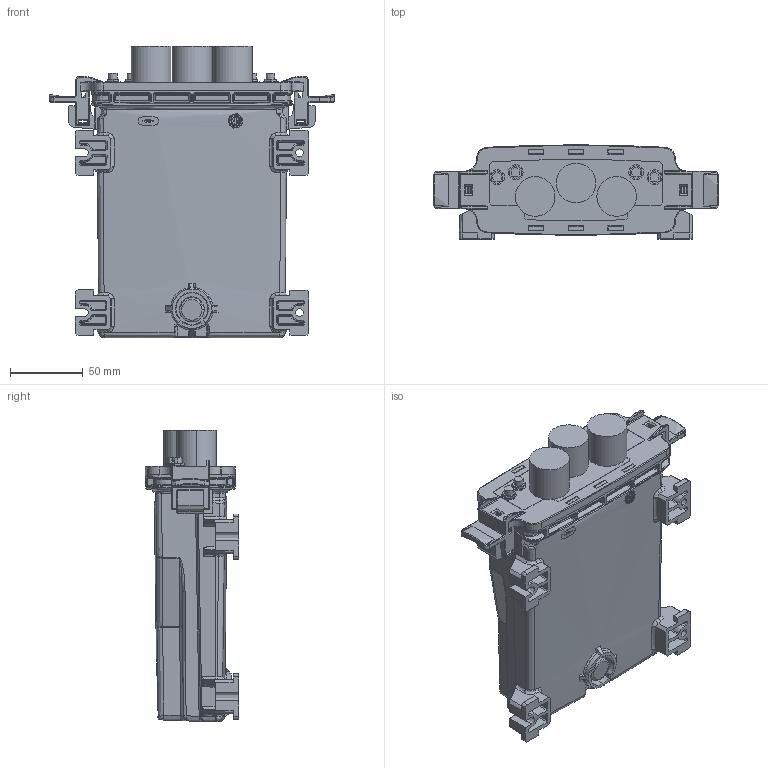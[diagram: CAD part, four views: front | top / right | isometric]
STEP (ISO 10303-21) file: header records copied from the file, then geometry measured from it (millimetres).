
FILE_DESCRIPTION (( 'STEP AP214' ), '1' );
FILE_NAME ('AS-CASE-OUTDOOR-ENCLOSURE-00-R00.STEP', '2026-02-07T07:35:59', ( '' ), ( '' ), 'SwSTEP 2.0', 'SolidWorks 2020', '' );
FILE_SCHEMA (( 'AUTOMOTIVE_DESIGN' ));
Length unit declared in the file: millimetre
Products named in the file (13): HS_FACEPLATE_LATCH_BLANK.stp; ECS-B-122X169-L-UV1-V__00967987_H.Select.stp; Face_Plate_Fastner_Kit.stp; FLAT_WASHER_5MM.stp; SMA_Panel_Mount_6304260600; pxc_1050206_00_00_ECS-B-122X169-L-UV-V-GY_3D.stp; Screw_m5x12.01.stp; mutter_vierkant_m5.01.01.01.stp; Copy of waterproof_connector_generic_volume^epsworks_waterproof_kit_front_panel_cutout_drawing; pxc_1050386_02_04_ECS-P-122X169-L-UV-B-GY_3D.stp; .093_PWB.stp; AS-CASE-OUTDOOR-ENCLOSURE-00-R00; Lock_Washer_5mm.01.stp
Assembly tree (21 placements, depth 4):
  AS-CASE-OUTDOOR-ENCLOSURE-00-R00
    pxc_1050386_02_04_ECS-P-122X169-L-UV-B-GY_3D.stp
      Face_Plate_Fastner_Kit.stp
        FLAT_WASHER_5MM.stp  x2
        Screw_m5x12.01.stp  x2
        Lock_Washer_5mm.01.stp  x2
      mutter_vierkant_m5.01.01.01.stp  x2
      HS_FACEPLATE_LATCH_BLANK.stp
    pxc_1050206_00_00_ECS-B-122X169-L-UV-V-GY_3D.stp
      .093_PWB.stp
      ECS-B-122X169-L-UV1-V__00967987_H.Select.stp
    SMA_Panel_Mount_6304260600  x4
    Copy of waterproof_connector_generic_volume^epsworks_waterproof_kit_front_panel_cutout_drawing  x3
Bounding box: 195.81 x 64.48 x 200.65 mm (x, y, z)
Volume: 364206.8 mm3; surface area: 240781.8 mm2
Topology: 18 solids, 18 shells, 3395 faces, 8696 edges, 5361 vertices
Faces by surface type: plane 1505, bspline 936, cylinder 753, sphere 78, torus 76, cone 47
Entity records: 233904 total; most frequent: CARTESIAN_POINT 167125, ORIENTED_EDGE 16552, DIRECTION 9551, EDGE_CURVE 8276, VERTEX_POINT 5114, B_SPLINE_CURVE_WITH_KNOTS 3553, EDGE_LOOP 3368, LINE 3255
